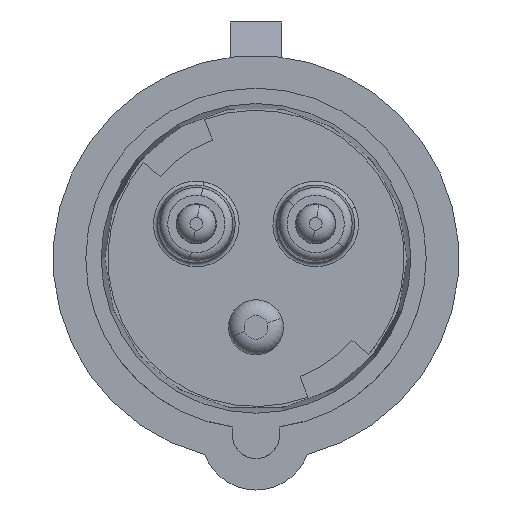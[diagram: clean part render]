
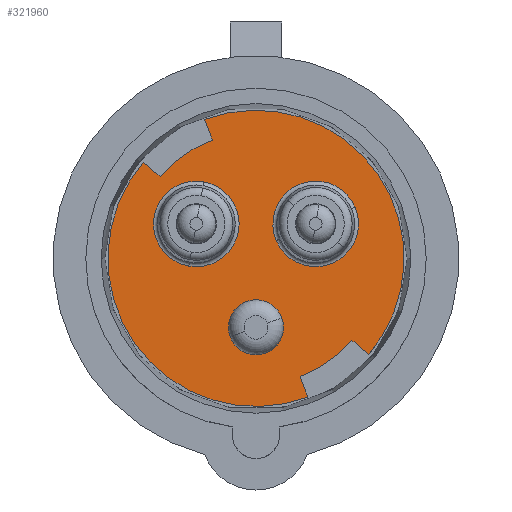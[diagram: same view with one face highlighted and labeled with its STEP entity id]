
A CAD part, front view. The second image highlights one B-rep face of the part: STEP entity #321960.
In plain terms, the highlighted planar face has unit normal (0, -1, 0).
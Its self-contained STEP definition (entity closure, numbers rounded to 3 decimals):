
#320110=CARTESIAN_POINT('',(14.304,-74.776,
-12.2));
#320120=VERTEX_POINT('',#320110);
#320150=CARTESIAN_POINT('',(0.,-74.776,
0.));
#320160=DIRECTION('',(0.,-1.,0.));
#320170=DIRECTION('',(1.,0.,0.));
#320180=AXIS2_PLACEMENT_3D('',#320150,#320160,#320170);
#320190=CIRCLE('',#320180,18.8);
#320200=CARTESIAN_POINT('',(-6.537,-74.776,
17.627));
#320210=VERTEX_POINT('',#320200);
#320220=EDGE_CURVE('',#320120,#320210,#320190,.T.);
#320780=CARTESIAN_POINT('',(12.174,-74.776,
-10.383));
#320790=VERTEX_POINT('',#320780);
#320820=CARTESIAN_POINT('',(0.797,-74.776,
-0.68));
#320830=DIRECTION('',(0.761,0.,
-0.649));
#320840=VECTOR('',#320830,1.);
#320850=LINE('',#320820,#320840);
#320860=EDGE_CURVE('',#320790,#320120,#320850,.T.);
#320980=CARTESIAN_POINT('',(-6.628,-74.776,
-10.34));
#320990=DIRECTION('',(0.,-1.,0.));
#321000=DIRECTION('',(1.,0.,0.));
#321010=AXIS2_PLACEMENT_3D('',#320980,#320990,#321000);
#321020=PLANE('',#321010);
#321030=CARTESIAN_POINT('',(7.578,-74.776,
4.375));
#321040=DIRECTION('',(0.,1.,0.));
#321050=DIRECTION('',(0.921,0.,
0.391));
#321060=AXIS2_PLACEMENT_3D('',#321030,#321040,#321050);
#321070=CIRCLE('',#321060,5.434);
#321080=CARTESIAN_POINT('',(12.579,-74.776,
6.498));
#321090=VERTEX_POINT('',#321080);
#321100=CARTESIAN_POINT('',(2.576,-74.776,
2.252));
#321110=VERTEX_POINT('',#321100);
#321120=EDGE_CURVE('',#321090,#321110,#321070,.T.);
#321130=ORIENTED_EDGE('',*,*,#321120,.T.);
#321140=EDGE_CURVE('',#321110,#321090,#321070,.T.);
#321150=ORIENTED_EDGE('',*,*,#321140,.T.);
#321160=EDGE_LOOP('',(#321150,#321130));
#321170=FACE_BOUND('',#321160,.T.);
#321180=CARTESIAN_POINT('',(-7.578,-74.776,
4.375));
#321190=DIRECTION('',(0.,1.,0.));
#321200=DIRECTION('',(0.174,0.,
0.985));
#321210=AXIS2_PLACEMENT_3D('',#321180,#321190,#321200);
#321220=CIRCLE('',#321210,5.434);
#321230=CARTESIAN_POINT('',(-6.634,-74.776,
9.726));
#321240=VERTEX_POINT('',#321230);
#321250=CARTESIAN_POINT('',(-8.521,-74.776,
-0.976));
#321260=VERTEX_POINT('',#321250);
#321270=EDGE_CURVE('',#321240,#321260,#321220,.T.);
#321280=ORIENTED_EDGE('',*,*,#321270,.T.);
#321290=EDGE_CURVE('',#321260,#321240,#321220,.T.);
#321300=ORIENTED_EDGE('',*,*,#321290,.T.);
#321310=EDGE_LOOP('',(#321300,#321280));
#321320=FACE_BOUND('',#321310,.T.);
#321330=ORIENTED_EDGE('',*,*,#320860,.T.);
#321340=CARTESIAN_POINT('',(0.,-74.776,
0.));
#321350=DIRECTION('',(0.,-1.,0.));
#321360=DIRECTION('',(1.,0.,0.));
#321370=AXIS2_PLACEMENT_3D('',#321340,#321350,#321360);
#321380=CIRCLE('',#321370,16.);
#321390=CARTESIAN_POINT('',(5.593,-74.776,
-14.991));
#321400=VERTEX_POINT('',#321390);
#321410=EDGE_CURVE('',#321400,#320790,#321380,.T.);
#321420=ORIENTED_EDGE('',*,*,#321410,.T.);
#321430=CARTESIAN_POINT('',(0.328,-74.776,
-0.879));
#321440=DIRECTION('',(-0.35,0.,
0.937));
#321450=VECTOR('',#321440,1.);
#321460=LINE('',#321430,#321450);
#321470=CARTESIAN_POINT('',(6.572,-74.776,
-17.614));
#321480=VERTEX_POINT('',#321470);
#321490=EDGE_CURVE('',#321480,#321400,#321460,.T.);
#321500=ORIENTED_EDGE('',*,*,#321490,.T.);
#321510=CARTESIAN_POINT('',(-14.304,-74.776,
12.2));
#321520=VERTEX_POINT('',#321510);
#321530=EDGE_CURVE('',#321520,#321480,#320190,.T.);
#321540=ORIENTED_EDGE('',*,*,#321530,.T.);
#321550=CARTESIAN_POINT('',(0.797,-74.776,
-0.68));
#321560=DIRECTION('',(-0.761,0.,
0.649));
#321570=VECTOR('',#321560,1.);
#321580=LINE('',#321550,#321570);
#321590=CARTESIAN_POINT('',(-12.174,-74.776,
10.383));
#321600=VERTEX_POINT('',#321590);
#321610=EDGE_CURVE('',#321600,#321520,#321580,.T.);
#321620=ORIENTED_EDGE('',*,*,#321610,.T.);
#321630=CARTESIAN_POINT('',(0.,-74.776,
0.));
#321640=DIRECTION('',(0.,-1.,0.));
#321650=DIRECTION('',(1.,0.,0.));
#321660=AXIS2_PLACEMENT_3D('',#321630,#321640,#321650);
#321670=CIRCLE('',#321660,16.);
#321680=CARTESIAN_POINT('',(-5.53,-74.776,
15.014));
#321690=VERTEX_POINT('',#321680);
#321700=EDGE_CURVE('',#321690,#321600,#321670,.T.);
#321710=ORIENTED_EDGE('',*,*,#321700,.T.);
#321720=CARTESIAN_POINT('',(0.556,-74.776,
-0.782));
#321730=DIRECTION('',(0.36,0.,
-0.933));
#321740=VECTOR('',#321730,1.);
#321750=LINE('',#321720,#321740);
#321760=EDGE_CURVE('',#320210,#321690,#321750,.T.);
#321770=ORIENTED_EDGE('',*,*,#321760,.T.);
#321780=ORIENTED_EDGE('',*,*,#320220,.T.);
#321790=EDGE_LOOP('',(#321780,#321770,#321710,#321620,#321540,#321500,
#321420,#321330));
#321800=FACE_OUTER_BOUND('',#321790,.T.);
#321810=CARTESIAN_POINT('',(0.,-74.776,
-8.75));
#321820=DIRECTION('',(0.,1.,0.));
#321830=DIRECTION('',(0.94,0.,
0.342));
#321840=AXIS2_PLACEMENT_3D('',#321810,#321820,#321830);
#321850=CIRCLE('',#321840,3.5);
#321860=CARTESIAN_POINT('',(3.289,-74.776,
-7.553));
#321870=VERTEX_POINT('',#321860);
#321880=CARTESIAN_POINT('',(-3.289,-74.776,
-9.947));
#321890=VERTEX_POINT('',#321880);
#321900=EDGE_CURVE('',#321870,#321890,#321850,.T.);
#321910=ORIENTED_EDGE('',*,*,#321900,.T.);
#321920=EDGE_CURVE('',#321890,#321870,#321850,.T.);
#321930=ORIENTED_EDGE('',*,*,#321920,.T.);
#321940=EDGE_LOOP('',(#321930,#321910));
#321950=FACE_BOUND('',#321940,.T.);
#321960=ADVANCED_FACE('',(#321170,#321320,#321800,#321950),#321020,.T.);
